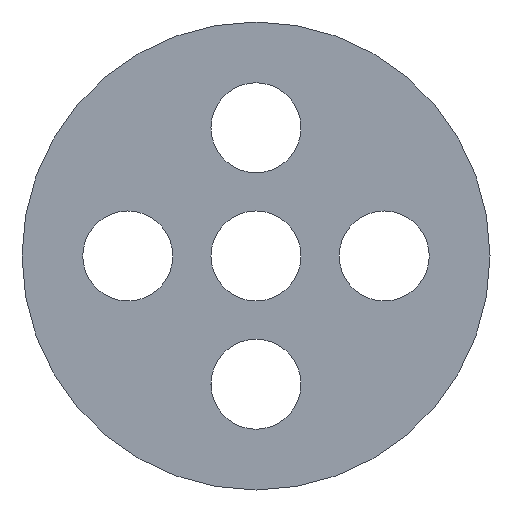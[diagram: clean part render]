
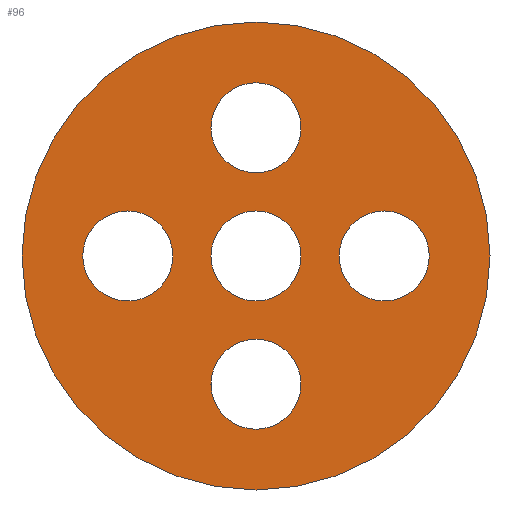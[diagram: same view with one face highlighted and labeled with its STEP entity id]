
A CAD part, left-side view. The second image highlights one B-rep face of the part: STEP entity #96.
In plain terms, the highlighted planar face has unit normal (-1, 0, 0).
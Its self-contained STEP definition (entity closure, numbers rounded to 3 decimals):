
#96 = ADVANCED_FACE( '', ( #205, #206, #207, #208, #209, #210 ), #211, .F. );
#205 = FACE_BOUND( '', #332, .T. );
#206 = FACE_BOUND( '', #333, .T. );
#207 = FACE_BOUND( '', #334, .T. );
#208 = FACE_BOUND( '', #335, .T. );
#209 = FACE_BOUND( '', #336, .T. );
#210 = FACE_OUTER_BOUND( '', #337, .T. );
#211 = PLANE( '', #338 );
#332 = EDGE_LOOP( '', ( #533 ) );
#333 = EDGE_LOOP( '', ( #534 ) );
#334 = EDGE_LOOP( '', ( #535 ) );
#335 = EDGE_LOOP( '', ( #536 ) );
#336 = EDGE_LOOP( '', ( #537 ) );
#337 = EDGE_LOOP( '', ( #538 ) );
#338 = AXIS2_PLACEMENT_3D( '', #539, #540, #541 );
#533 = ORIENTED_EDGE( '', *, *, #716, .T. );
#534 = ORIENTED_EDGE( '', *, *, #767, .T. );
#535 = ORIENTED_EDGE( '', *, *, #770, .T. );
#536 = ORIENTED_EDGE( '', *, *, #772, .T. );
#537 = ORIENTED_EDGE( '', *, *, #753, .T. );
#538 = ORIENTED_EDGE( '', *, *, #756, .F. );
#539 = CARTESIAN_POINT( '', ( 0., 0., 0. ) );
#540 = DIRECTION( '', ( 1., 0., 0. ) );
#541 = DIRECTION( '', ( 0., 0., -1. ) );
#716 = EDGE_CURVE( '', #851, #851, #852, .T. );
#753 = EDGE_CURVE( '', #910, #910, #911, .T. );
#756 = EDGE_CURVE( '', #915, #915, #916, .T. );
#767 = EDGE_CURVE( '', #932, #932, #933, .T. );
#770 = EDGE_CURVE( '', #937, #937, #938, .T. );
#772 = EDGE_CURVE( '', #940, #940, #941, .T. );
#851 = VERTEX_POINT( '', #1041 );
#852 = CIRCLE( '', #1042, 2. );
#910 = VERTEX_POINT( '', #1120 );
#911 = CIRCLE( '', #1121, 2. );
#915 = VERTEX_POINT( '', #1125 );
#916 = CIRCLE( '', #1126, 10.4 );
#932 = VERTEX_POINT( '', #1146 );
#933 = CIRCLE( '', #1147, 2. );
#937 = VERTEX_POINT( '', #1151 );
#938 = CIRCLE( '', #1152, 2. );
#940 = VERTEX_POINT( '', #1154 );
#941 = CIRCLE( '', #1155, 2. );
#1041 = CARTESIAN_POINT( '', ( 0., 0., 3.7 ) );
#1042 = AXIS2_PLACEMENT_3D( '', #1247, #1248, #1249 );
#1120 = CARTESIAN_POINT( '', ( 0., 0., -7.7 ) );
#1121 = AXIS2_PLACEMENT_3D( '', #1291, #1292, #1293 );
#1125 = CARTESIAN_POINT( '', ( 0., 0., -10.4 ) );
#1126 = AXIS2_PLACEMENT_3D( '', #1297, #1298, #1299 );
#1146 = CARTESIAN_POINT( '', ( 0., -5.7, -2. ) );
#1147 = AXIS2_PLACEMENT_3D( '', #1313, #1314, #1315 );
#1151 = CARTESIAN_POINT( '', ( 0., 0., -2. ) );
#1152 = AXIS2_PLACEMENT_3D( '', #1319, #1320, #1321 );
#1154 = CARTESIAN_POINT( '', ( 0., 5.7, -2. ) );
#1155 = AXIS2_PLACEMENT_3D( '', #1322, #1323, #1324 );
#1247 = CARTESIAN_POINT( '', ( 0., 0., 5.7 ) );
#1248 = DIRECTION( '', ( 1., 0., 0. ) );
#1249 = DIRECTION( '', ( 0., 0., -1. ) );
#1291 = CARTESIAN_POINT( '', ( 0., 0., -5.7 ) );
#1292 = DIRECTION( '', ( 1., 0., 0. ) );
#1293 = DIRECTION( '', ( 0., 0., -1. ) );
#1297 = CARTESIAN_POINT( '', ( 0., 0., 0. ) );
#1298 = DIRECTION( '', ( 1., 0., 0. ) );
#1299 = DIRECTION( '', ( 0., 0., -1. ) );
#1313 = CARTESIAN_POINT( '', ( 0., -5.7, 0. ) );
#1314 = DIRECTION( '', ( 1., 0., 0. ) );
#1315 = DIRECTION( '', ( 0., 0., -1. ) );
#1319 = CARTESIAN_POINT( '', ( 0., 0., 0. ) );
#1320 = DIRECTION( '', ( 1., 0., 0. ) );
#1321 = DIRECTION( '', ( 0., 0., -1. ) );
#1322 = CARTESIAN_POINT( '', ( 0., 5.7, 0. ) );
#1323 = DIRECTION( '', ( 1., 0., 0. ) );
#1324 = DIRECTION( '', ( 0., 0., -1. ) );
